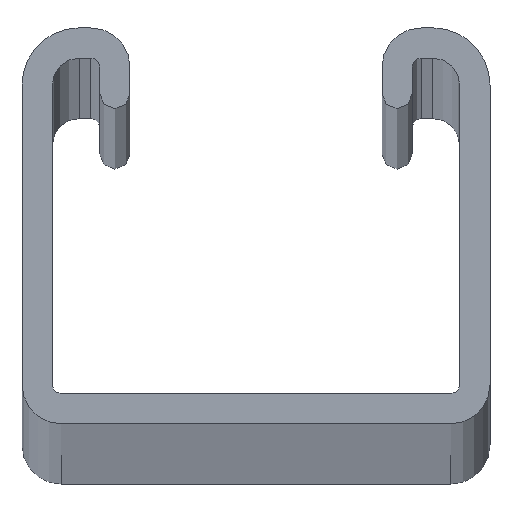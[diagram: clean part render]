
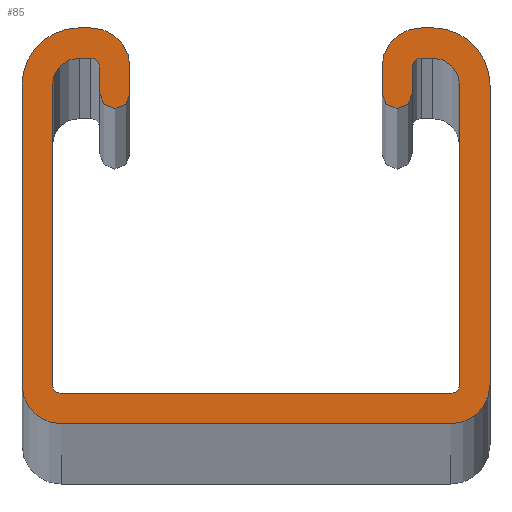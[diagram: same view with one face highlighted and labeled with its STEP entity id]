
A CAD part, top view. The second image highlights one B-rep face of the part: STEP entity #85.
In plain terms, the highlighted planar face has unit normal (0, 0, 1).
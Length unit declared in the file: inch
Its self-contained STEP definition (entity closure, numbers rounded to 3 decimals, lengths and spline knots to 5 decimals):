
#85=ADVANCED_FACE('',(#177),#178,.T.);
#177=FACE_OUTER_BOUND('',#274,.T.);
#178=PLANE('',#275);
#274=EDGE_LOOP('',(#460,#461,#462,#463,#464,#465,#466,#467,#468,#469,#470,#471,#472,#473,#474,#475,#476,#477,#478,#479,#480,#481,#482,#483,#484,#485,#486,#487));
#275=AXIS2_PLACEMENT_3D('',#488,#489,#490);
#460=ORIENTED_EDGE('',*,*,#688,.F.);
#461=ORIENTED_EDGE('',*,*,#689,.F.);
#462=ORIENTED_EDGE('',*,*,#690,.F.);
#463=ORIENTED_EDGE('',*,*,#632,.F.);
#464=ORIENTED_EDGE('',*,*,#677,.F.);
#465=ORIENTED_EDGE('',*,*,#612,.F.);
#466=ORIENTED_EDGE('',*,*,#691,.F.);
#467=ORIENTED_EDGE('',*,*,#669,.F.);
#468=ORIENTED_EDGE('',*,*,#692,.F.);
#469=ORIENTED_EDGE('',*,*,#682,.F.);
#470=ORIENTED_EDGE('',*,*,#637,.F.);
#471=ORIENTED_EDGE('',*,*,#693,.F.);
#472=ORIENTED_EDGE('',*,*,#694,.F.);
#473=ORIENTED_EDGE('',*,*,#695,.F.);
#474=ORIENTED_EDGE('',*,*,#685,.F.);
#475=ORIENTED_EDGE('',*,*,#627,.F.);
#476=ORIENTED_EDGE('',*,*,#696,.F.);
#477=ORIENTED_EDGE('',*,*,#697,.F.);
#478=ORIENTED_EDGE('',*,*,#698,.F.);
#479=ORIENTED_EDGE('',*,*,#622,.F.);
#480=ORIENTED_EDGE('',*,*,#699,.F.);
#481=ORIENTED_EDGE('',*,*,#673,.F.);
#482=ORIENTED_EDGE('',*,*,#679,.F.);
#483=ORIENTED_EDGE('',*,*,#700,.F.);
#484=ORIENTED_EDGE('',*,*,#701,.F.);
#485=ORIENTED_EDGE('',*,*,#617,.F.);
#486=ORIENTED_EDGE('',*,*,#665,.F.);
#487=ORIENTED_EDGE('',*,*,#702,.F.);
#488=CARTESIAN_POINT('',(0.8125,0.59729,120.0));
#489=DIRECTION('',(0.0,0.0,1.0));
#490=DIRECTION('',(1.0,0.0,0.0));
#612=EDGE_CURVE('',#727,#728,#729,.T.);
#617=EDGE_CURVE('',#736,#737,#738,.T.);
#622=EDGE_CURVE('',#745,#746,#747,.T.);
#627=EDGE_CURVE('',#754,#755,#756,.T.);
#632=EDGE_CURVE('',#763,#764,#765,.T.);
#637=EDGE_CURVE('',#772,#773,#774,.T.);
#665=EDGE_CURVE('',#820,#736,#821,.T.);
#669=EDGE_CURVE('',#825,#826,#827,.T.);
#673=EDGE_CURVE('',#831,#832,#833,.T.);
#677=EDGE_CURVE('',#728,#763,#837,.T.);
#679=EDGE_CURVE('',#839,#831,#840,.T.);
#682=EDGE_CURVE('',#773,#843,#844,.T.);
#685=EDGE_CURVE('',#755,#847,#848,.T.);
#688=EDGE_CURVE('',#851,#852,#853,.T.);
#689=EDGE_CURVE('',#854,#851,#855,.T.);
#690=EDGE_CURVE('',#764,#854,#856,.T.);
#691=EDGE_CURVE('',#826,#727,#857,.T.);
#692=EDGE_CURVE('',#843,#825,#858,.T.);
#693=EDGE_CURVE('',#859,#772,#860,.T.);
#694=EDGE_CURVE('',#861,#859,#862,.T.);
#695=EDGE_CURVE('',#847,#861,#863,.T.);
#696=EDGE_CURVE('',#864,#754,#865,.T.);
#697=EDGE_CURVE('',#866,#864,#867,.T.);
#698=EDGE_CURVE('',#746,#866,#868,.T.);
#699=EDGE_CURVE('',#832,#745,#869,.T.);
#700=EDGE_CURVE('',#870,#839,#871,.T.);
#701=EDGE_CURVE('',#737,#870,#872,.T.);
#702=EDGE_CURVE('',#852,#820,#873,.T.);
#727=VERTEX_POINT('',#898);
#728=VERTEX_POINT('',#899);
#729=LINE('',#900,#901);
#736=VERTEX_POINT('',#911);
#737=VERTEX_POINT('',#912);
#738=LINE('',#913,#914);
#745=VERTEX_POINT('',#924);
#746=VERTEX_POINT('',#925);
#747=LINE('',#926,#927);
#754=VERTEX_POINT('',#937);
#755=VERTEX_POINT('',#938);
#756=LINE('',#939,#940);
#763=VERTEX_POINT('',#950);
#764=VERTEX_POINT('',#951);
#765=LINE('',#952,#953);
#772=VERTEX_POINT('',#963);
#773=VERTEX_POINT('',#964);
#774=CIRCLE('',#965,0.0525);
#820=VERTEX_POINT('',#1022);
#821=CIRCLE('',#1023,0.03125);
#825=VERTEX_POINT('',#1028);
#826=VERTEX_POINT('',#1029);
#827=LINE('',#1030,#1031);
#831=VERTEX_POINT('',#1037);
#832=VERTEX_POINT('',#1038);
#833=LINE('',#1039,#1040);
#837=CIRCLE('',#1046,0.03125);
#839=VERTEX_POINT('',#1048);
#840=CIRCLE('',#1049,0.13625);
#843=VERTEX_POINT('',#1053);
#844=LINE('',#1054,#1055);
#847=VERTEX_POINT('',#1059);
#848=CIRCLE('',#1060,0.19875);
#851=VERTEX_POINT('',#1064);
#852=VERTEX_POINT('',#1065);
#853=CIRCLE('',#1066,0.09375);
#854=VERTEX_POINT('',#1067);
#855=LINE('',#1068,#1069);
#856=CIRCLE('',#1070,0.03125);
#857=CIRCLE('',#1071,0.09375);
#858=CIRCLE('',#1072,0.03125);
#859=VERTEX_POINT('',#1073);
#860=LINE('',#1074,#1075);
#861=VERTEX_POINT('',#1076);
#862=CIRCLE('',#1077,0.13625);
#863=LINE('',#1078,#1079);
#864=VERTEX_POINT('',#1080);
#865=CIRCLE('',#1081,0.13625);
#866=VERTEX_POINT('',#1082);
#867=LINE('',#1083,#1084);
#868=CIRCLE('',#1085,0.13625);
#869=CIRCLE('',#1086,0.19875);
#870=VERTEX_POINT('',#1087);
#871=LINE('',#1088,#1089);
#872=CIRCLE('',#1090,0.0525);
#873=LINE('',#1091,#1092);
#898=CARTESIAN_POINT('',(0.105,1.17625,120.0));
#899=CARTESIAN_POINT('',(0.105,0.13625,120.0));
#900=CARTESIAN_POINT('',(0.105,0.13625,120.0));
#901=VECTOR('',#1124,1.0);
#911=CARTESIAN_POINT('',(1.355,1.23875,120.0));
#912=CARTESIAN_POINT('',(1.355,1.1465,120.0));
#913=CARTESIAN_POINT('',(1.355,1.1465,120.0));
#914=VECTOR('',#1128,1.0);
#924=CARTESIAN_POINT('',(1.625,1.17625,120.0));
#925=CARTESIAN_POINT('',(1.625,0.13625,120.0));
#926=CARTESIAN_POINT('',(1.625,0.13625,120.0));
#927=VECTOR('',#1132,1.0);
#937=CARTESIAN_POINT('',(0.,0.13625,120.0));
#938=CARTESIAN_POINT('',(0.,1.17625,120.0));
#939=CARTESIAN_POINT('',(0.,1.17625,120.0));
#940=VECTOR('',#1136,1.0);
#950=CARTESIAN_POINT('',(0.13625,0.105,120.0));
#951=CARTESIAN_POINT('',(1.48875,0.105,120.0));
#952=CARTESIAN_POINT('',(1.48875,0.105,120.0));
#953=VECTOR('',#1140,1.0);
#963=CARTESIAN_POINT('',(0.375,1.1465,120.0));
#964=CARTESIAN_POINT('',(0.27,1.1465,120.0));
#965=AXIS2_PLACEMENT_3D('',#1144,#1145,#1146);
#1022=CARTESIAN_POINT('',(1.38625,1.27,120.0));
#1023=AXIS2_PLACEMENT_3D('',#1200,#1201,#1202);
#1028=CARTESIAN_POINT('',(0.23875,1.27,120.0));
#1029=CARTESIAN_POINT('',(0.19875,1.27,120.0));
#1030=CARTESIAN_POINT('',(0.19875,1.27,120.0));
#1031=VECTOR('',#1204,1.0);
#1037=CARTESIAN_POINT('',(1.38625,1.375,120.0));
#1038=CARTESIAN_POINT('',(1.42625,1.375,120.0));
#1039=CARTESIAN_POINT('',(1.42625,1.375,120.0));
#1040=VECTOR('',#1207,1.0);
#1046=AXIS2_PLACEMENT_3D('',#1210,#1211,#1212);
#1048=CARTESIAN_POINT('',(1.25,1.23875,120.0));
#1049=AXIS2_PLACEMENT_3D('',#1213,#1214,#1215);
#1053=CARTESIAN_POINT('',(0.27,1.23875,120.0));
#1054=CARTESIAN_POINT('',(0.27,1.23875,120.0));
#1055=VECTOR('',#1217,1.0);
#1059=CARTESIAN_POINT('',(0.19875,1.375,120.0));
#1060=AXIS2_PLACEMENT_3D('',#1219,#1220,#1221);
#1064=CARTESIAN_POINT('',(1.52,1.17625,120.0));
#1065=CARTESIAN_POINT('',(1.42625,1.27,120.0));
#1066=AXIS2_PLACEMENT_3D('',#1223,#1224,#1225);
#1067=CARTESIAN_POINT('',(1.52,0.13625,120.0));
#1068=CARTESIAN_POINT('',(1.52,1.17625,120.0));
#1069=VECTOR('',#1226,1.0);
#1070=AXIS2_PLACEMENT_3D('',#1227,#1228,#1229);
#1071=AXIS2_PLACEMENT_3D('',#1230,#1231,#1232);
#1072=AXIS2_PLACEMENT_3D('',#1233,#1234,#1235);
#1073=CARTESIAN_POINT('',(0.375,1.23875,120.0));
#1074=CARTESIAN_POINT('',(0.375,1.1465,120.0));
#1075=VECTOR('',#1236,1.0);
#1076=CARTESIAN_POINT('',(0.23875,1.375,120.0));
#1077=AXIS2_PLACEMENT_3D('',#1237,#1238,#1239);
#1078=CARTESIAN_POINT('',(0.23875,1.375,120.0));
#1079=VECTOR('',#1240,1.0);
#1080=CARTESIAN_POINT('',(0.13625,0.0,120.0));
#1081=AXIS2_PLACEMENT_3D('',#1241,#1242,#1243);
#1082=CARTESIAN_POINT('',(1.48875,0.0,120.0));
#1083=CARTESIAN_POINT('',(0.13625,0.0,120.0));
#1084=VECTOR('',#1244,1.0);
#1085=AXIS2_PLACEMENT_3D('',#1245,#1246,#1247);
#1086=AXIS2_PLACEMENT_3D('',#1248,#1249,#1250);
#1087=CARTESIAN_POINT('',(1.25,1.1465,120.0));
#1088=CARTESIAN_POINT('',(1.25,1.23875,120.0));
#1089=VECTOR('',#1251,1.0);
#1090=AXIS2_PLACEMENT_3D('',#1252,#1253,#1254);
#1091=CARTESIAN_POINT('',(1.38625,1.27,120.0));
#1092=VECTOR('',#1255,1.0);
#1124=DIRECTION('',(-0.0,-1.0,-0.0));
#1128=DIRECTION('',(-0.0,-1.0,-0.0));
#1132=DIRECTION('',(0.,-1.0,0.0));
#1136=DIRECTION('',(0.,1.0,0.0));
#1140=DIRECTION('',(1.0,0.0,0.0));
#1144=CARTESIAN_POINT('',(0.3225,1.1465,120.0));
#1145=DIRECTION('',(0.0,0.0,-1.0));
#1146=DIRECTION('',(1.0,0.0,0.0));
#1200=CARTESIAN_POINT('',(1.38625,1.23875,120.0));
#1201=DIRECTION('',(0.0,0.0,1.0));
#1202=DIRECTION('',(1.0,0.0,0.0));
#1204=DIRECTION('',(-1.0,0.,-0.0));
#1207=DIRECTION('',(1.0,0.0,0.0));
#1210=CARTESIAN_POINT('',(0.13625,0.13625,120.0));
#1211=DIRECTION('',(0.0,0.0,1.0));
#1212=DIRECTION('',(1.0,0.0,0.0));
#1213=CARTESIAN_POINT('',(1.38625,1.23875,120.0));
#1214=DIRECTION('',(0.0,0.0,-1.0));
#1215=DIRECTION('',(1.0,0.0,0.0));
#1217=DIRECTION('',(0.0,1.0,0.0));
#1219=CARTESIAN_POINT('',(0.19875,1.17625,120.0));
#1220=DIRECTION('',(0.0,0.0,-1.0));
#1221=DIRECTION('',(1.0,0.0,0.0));
#1223=CARTESIAN_POINT('',(1.42625,1.17625,120.0));
#1224=DIRECTION('',(0.0,0.0,1.0));
#1225=DIRECTION('',(1.0,0.0,0.0));
#1226=DIRECTION('',(0.0,1.0,0.0));
#1227=CARTESIAN_POINT('',(1.48875,0.13625,120.0));
#1228=DIRECTION('',(0.0,0.0,1.0));
#1229=DIRECTION('',(1.0,0.0,0.0));
#1230=CARTESIAN_POINT('',(0.19875,1.17625,120.0));
#1231=DIRECTION('',(0.0,0.0,1.0));
#1232=DIRECTION('',(1.0,0.0,0.0));
#1233=CARTESIAN_POINT('',(0.23875,1.23875,120.0));
#1234=DIRECTION('',(0.0,0.0,1.0));
#1235=DIRECTION('',(1.0,0.0,0.0));
#1236=DIRECTION('',(-0.0,-1.0,-0.0));
#1237=CARTESIAN_POINT('',(0.23875,1.23875,120.0));
#1238=DIRECTION('',(0.0,0.0,-1.0));
#1239=DIRECTION('',(1.0,0.0,0.0));
#1240=DIRECTION('',(1.0,0.,0.0));
#1241=CARTESIAN_POINT('',(0.13625,0.13625,120.0));
#1242=DIRECTION('',(0.0,0.0,-1.0));
#1243=DIRECTION('',(1.0,0.0,0.0));
#1244=DIRECTION('',(-1.0,-0.0,-0.0));
#1245=CARTESIAN_POINT('',(1.48875,0.13625,120.0));
#1246=DIRECTION('',(0.0,0.0,-1.0));
#1247=DIRECTION('',(1.0,0.0,0.0));
#1248=CARTESIAN_POINT('',(1.42625,1.17625,120.0));
#1249=DIRECTION('',(0.0,0.0,-1.0));
#1250=DIRECTION('',(1.0,0.0,0.0));
#1251=DIRECTION('',(0.0,1.0,0.0));
#1252=CARTESIAN_POINT('',(1.3025,1.1465,120.0));
#1253=DIRECTION('',(0.0,0.0,-1.0));
#1254=DIRECTION('',(1.0,0.0,0.0));
#1255=DIRECTION('',(-1.0,0.,0.0));
